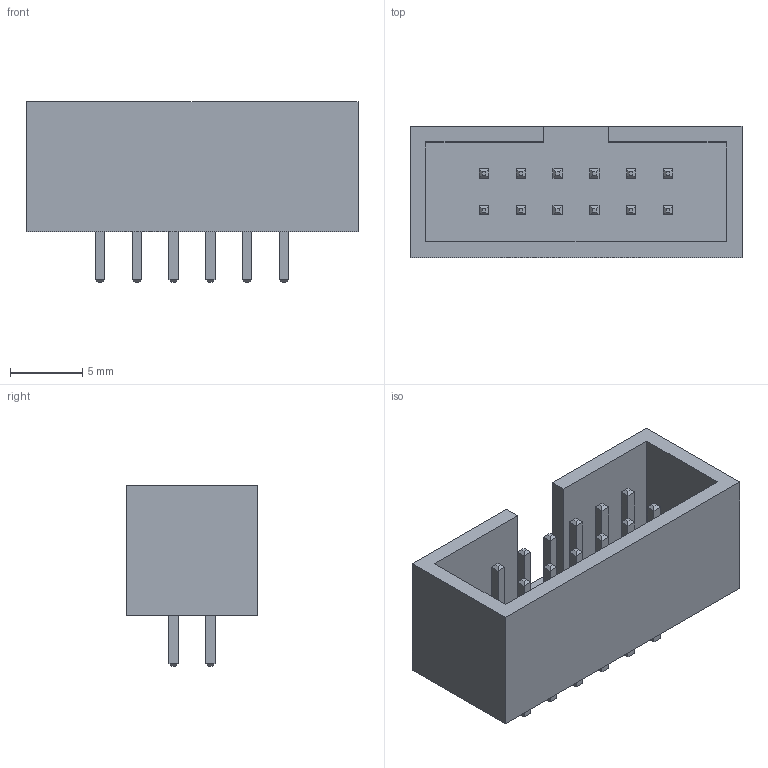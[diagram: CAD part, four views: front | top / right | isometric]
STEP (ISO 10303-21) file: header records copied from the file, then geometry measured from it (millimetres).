
FILE_DESCRIPTION (( 'STEP AP214' ), '1' );
FILE_NAME ('IDC-12M.STEP', '2023-06-22T03:24:01', ( '' ), ( '' ), 'SwSTEP 2.0', 'SolidWorks 2019', '' );
FILE_SCHEMA (( 'AUTOMOTIVE_DESIGN' ));
Length unit declared in the file: millimetre
Products named in the file (3): Ïëàñòèê; Pin; IDC-12M
Assembly tree (13 placements, depth 2):
  IDC-12M
    Pin  x12
    Ïëàñòèê
Bounding box: 22.94 x 9.1 x 12.5 mm (x, y, z)
Volume: 823.9 mm3; surface area: 1712.1 mm2
Topology: 13 solids, 13 shells, 182 faces, 372 edges, 216 vertices
Faces by surface type: plane 182
Entity records: 962 total; most frequent: DIRECTION 152, CARTESIAN_POINT 148, ORIENTED_EDGE 128, VECTOR 64, LINE 64, EDGE_CURVE 64, AXIS2_PLACEMENT_3D 44, VERTEX_POINT 40
